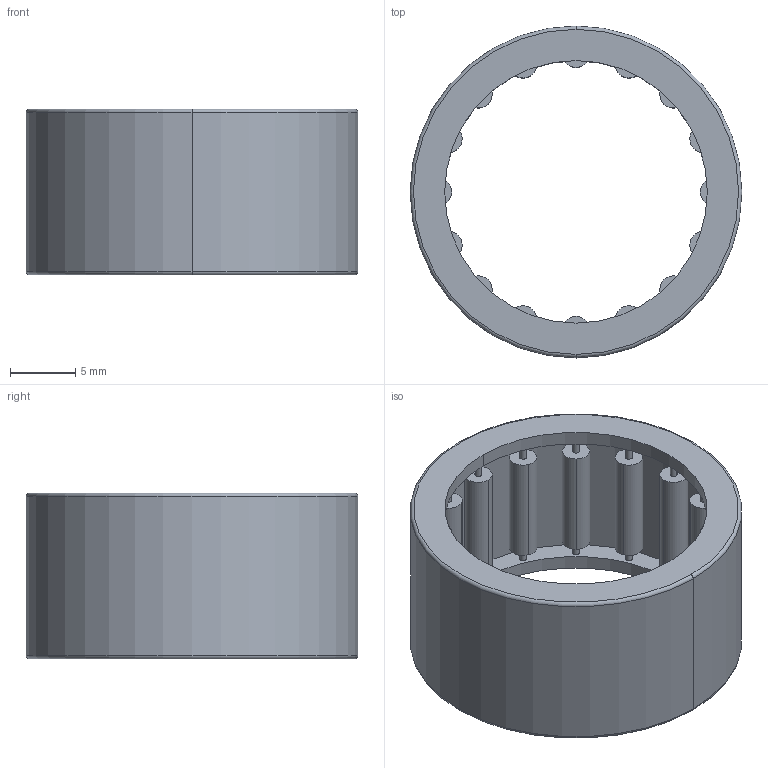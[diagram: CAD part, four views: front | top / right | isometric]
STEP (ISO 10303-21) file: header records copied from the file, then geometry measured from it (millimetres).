
FILE_DESCRIPTION (( 'STEP AP203' ), '1' );
FILE_NAME ('REV-21-2386.STEP', '2022-04-18T14:00:48', ( '' ), ( '' ), 'SwSTEP 2.0', 'SolidWorks 2022', '' );
FILE_SCHEMA (( 'CONFIG_CONTROL_DESIGN' ));
Length unit declared in the file: inch
Products named in the file (1): REV-21-2386
Bounding box: 25.4 x 25.4 x 12.7 mm (x, y, z)
Volume: 1738.8 mm3; surface area: 4018.6 mm2
Topology: 33 solids, 33 shells, 176 faces, 320 edges, 212 vertices
Faces by surface type: cylinder 104, plane 68, torus 4
Entity records: 4511 total; most frequent: DIRECTION 890, CARTESIAN_POINT 709, ORIENTED_EDGE 640, AXIS2_PLACEMENT_3D 393, EDGE_CURVE 320, CIRCLE 216, VERTEX_POINT 212, EDGE_LOOP 212
